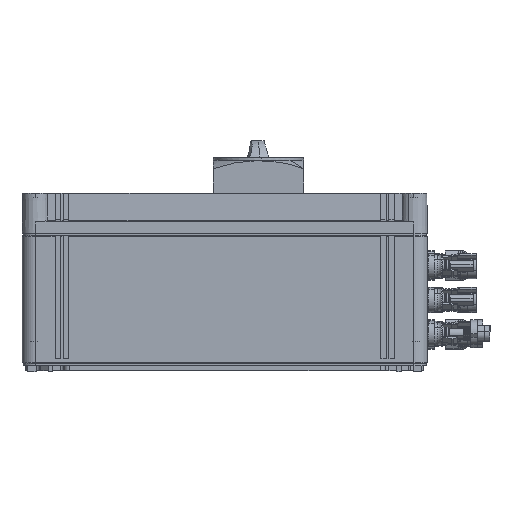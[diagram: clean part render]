
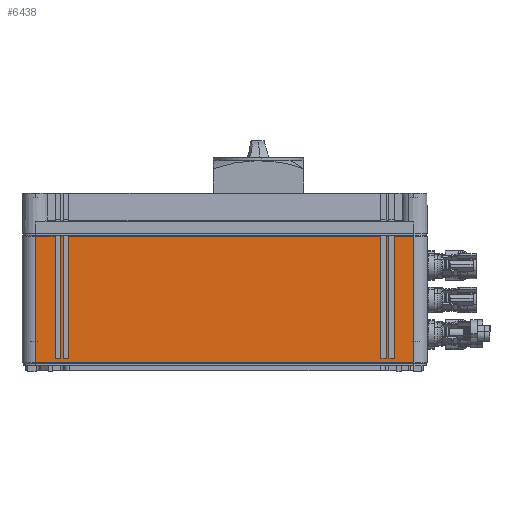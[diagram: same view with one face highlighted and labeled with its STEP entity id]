
A CAD part, left-side view. The second image highlights one B-rep face of the part: STEP entity #6438.
In plain terms, the highlighted planar face has unit normal (-1, 0, 0).
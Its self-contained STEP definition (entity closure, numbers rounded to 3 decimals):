
#6283=AXIS2_PLACEMENT_3D('Plane Axis2P3D',#6280,#6281,#6282) ;
#3405=CARTESIAN_POINT('Vertex',(0.,56.225,100.067)) ;
#3408=CARTESIAN_POINT('Line Origine',(0.,56.225,100.067)) ;
#3412=CARTESIAN_POINT('Vertex',(0.,56.225,6.433)) ;
#6280=CARTESIAN_POINT('Axis2P3D Location',(0.,56.225,100.067)) ;
#6285=CARTESIAN_POINT('Line Origine',(0.,72.725,10.)) ;
#6289=CARTESIAN_POINT('Vertex',(0.,70.725,10.)) ;
#6291=CARTESIAN_POINT('Vertex',(0.,74.725,10.)) ;
#6294=CARTESIAN_POINT('Line Origine',(0.,74.725,55.033)) ;
#6298=CARTESIAN_POINT('Vertex',(0.,74.725,100.067)) ;
#6301=CARTESIAN_POINT('Line Origine',(0.,75.725,100.067)) ;
#6305=CARTESIAN_POINT('Vertex',(0.,76.725,100.067)) ;
#6308=CARTESIAN_POINT('Line Origine',(0.,76.725,55.033)) ;
#6312=CARTESIAN_POINT('Vertex',(0.,76.725,10.)) ;
#6315=CARTESIAN_POINT('Line Origine',(0.,78.725,10.)) ;
#6319=CARTESIAN_POINT('Vertex',(0.,80.725,10.)) ;
#6322=CARTESIAN_POINT('Line Origine',(0.,80.725,55.033)) ;
#6326=CARTESIAN_POINT('Vertex',(0.,80.725,100.067)) ;
#6329=CARTESIAN_POINT('Line Origine',(0.,196.225,100.067)) ;
#6333=CARTESIAN_POINT('Vertex',(0.,311.725,100.067)) ;
#6336=CARTESIAN_POINT('Line Origine',(0.,311.725,55.033)) ;
#6340=CARTESIAN_POINT('Vertex',(0.,311.725,10.)) ;
#6343=CARTESIAN_POINT('Line Origine',(0.,313.725,10.)) ;
#6347=CARTESIAN_POINT('Vertex',(0.,315.725,10.)) ;
#6350=CARTESIAN_POINT('Line Origine',(0.,315.725,55.033)) ;
#6354=CARTESIAN_POINT('Vertex',(0.,315.725,100.067)) ;
#6357=CARTESIAN_POINT('Line Origine',(0.,316.725,100.067)) ;
#6361=CARTESIAN_POINT('Vertex',(0.,317.725,100.067)) ;
#6364=CARTESIAN_POINT('Line Origine',(0.,317.725,55.033)) ;
#6368=CARTESIAN_POINT('Vertex',(0.,317.725,10.)) ;
#6371=CARTESIAN_POINT('Line Origine',(0.,319.725,10.)) ;
#6375=CARTESIAN_POINT('Vertex',(0.,321.725,10.)) ;
#6378=CARTESIAN_POINT('Line Origine',(0.,321.725,55.033)) ;
#6382=CARTESIAN_POINT('Vertex',(0.,321.725,100.067)) ;
#6385=CARTESIAN_POINT('Line Origine',(0.,328.975,100.067)) ;
#6389=CARTESIAN_POINT('Vertex',(0.,336.225,100.067)) ;
#6392=CARTESIAN_POINT('Line Origine',(0.,336.225,53.25)) ;
#6396=CARTESIAN_POINT('Vertex',(0.,336.225,6.433)) ;
#6399=CARTESIAN_POINT('Line Origine',(0.,196.225,6.433)) ;
#6404=CARTESIAN_POINT('Line Origine',(0.,63.475,100.067)) ;
#6408=CARTESIAN_POINT('Vertex',(0.,70.725,100.067)) ;
#6411=CARTESIAN_POINT('Line Origine',(0.,70.725,55.033)) ;
#3409=DIRECTION('Vector Direction',(0.,0.,-1.)) ;
#6281=DIRECTION('Axis2P3D Direction',(-1.,0.,0.)) ;
#6282=DIRECTION('Axis2P3D XDirection',(0.,1.,0.)) ;
#6286=DIRECTION('Vector Direction',(0.,1.,0.)) ;
#6295=DIRECTION('Vector Direction',(0.,0.,1.)) ;
#6302=DIRECTION('Vector Direction',(0.,1.,0.)) ;
#6309=DIRECTION('Vector Direction',(0.,0.,-1.)) ;
#6316=DIRECTION('Vector Direction',(0.,1.,0.)) ;
#6323=DIRECTION('Vector Direction',(0.,0.,1.)) ;
#6330=DIRECTION('Vector Direction',(0.,1.,0.)) ;
#6337=DIRECTION('Vector Direction',(0.,0.,-1.)) ;
#6344=DIRECTION('Vector Direction',(0.,1.,0.)) ;
#6351=DIRECTION('Vector Direction',(0.,0.,1.)) ;
#6358=DIRECTION('Vector Direction',(0.,1.,0.)) ;
#6365=DIRECTION('Vector Direction',(0.,0.,-1.)) ;
#6372=DIRECTION('Vector Direction',(0.,1.,0.)) ;
#6379=DIRECTION('Vector Direction',(0.,0.,1.)) ;
#6386=DIRECTION('Vector Direction',(0.,1.,0.)) ;
#6393=DIRECTION('Vector Direction',(0.,0.,-1.)) ;
#6400=DIRECTION('Vector Direction',(0.,1.,0.)) ;
#6405=DIRECTION('Vector Direction',(0.,1.,0.)) ;
#6412=DIRECTION('Vector Direction',(0.,0.,-1.)) ;
#3410=VECTOR('Line Direction',#3409,1.) ;
#6287=VECTOR('Line Direction',#6286,1.) ;
#6296=VECTOR('Line Direction',#6295,1.) ;
#6303=VECTOR('Line Direction',#6302,1.) ;
#6310=VECTOR('Line Direction',#6309,1.) ;
#6317=VECTOR('Line Direction',#6316,1.) ;
#6324=VECTOR('Line Direction',#6323,1.) ;
#6331=VECTOR('Line Direction',#6330,1.) ;
#6338=VECTOR('Line Direction',#6337,1.) ;
#6345=VECTOR('Line Direction',#6344,1.) ;
#6352=VECTOR('Line Direction',#6351,1.) ;
#6359=VECTOR('Line Direction',#6358,1.) ;
#6366=VECTOR('Line Direction',#6365,1.) ;
#6373=VECTOR('Line Direction',#6372,1.) ;
#6380=VECTOR('Line Direction',#6379,1.) ;
#6387=VECTOR('Line Direction',#6386,1.) ;
#6394=VECTOR('Line Direction',#6393,1.) ;
#6401=VECTOR('Line Direction',#6400,1.) ;
#6406=VECTOR('Line Direction',#6405,1.) ;
#6413=VECTOR('Line Direction',#6412,1.) ;
#6417=ORIENTED_EDGE('',*,*,#6293,.T.) ;
#6418=ORIENTED_EDGE('',*,*,#6300,.T.) ;
#6419=ORIENTED_EDGE('',*,*,#6307,.T.) ;
#6420=ORIENTED_EDGE('',*,*,#6314,.T.) ;
#6421=ORIENTED_EDGE('',*,*,#6321,.T.) ;
#6422=ORIENTED_EDGE('',*,*,#6328,.T.) ;
#6423=ORIENTED_EDGE('',*,*,#6335,.T.) ;
#6424=ORIENTED_EDGE('',*,*,#6342,.T.) ;
#6425=ORIENTED_EDGE('',*,*,#6349,.T.) ;
#6426=ORIENTED_EDGE('',*,*,#6356,.T.) ;
#6427=ORIENTED_EDGE('',*,*,#6363,.T.) ;
#6428=ORIENTED_EDGE('',*,*,#6370,.T.) ;
#6429=ORIENTED_EDGE('',*,*,#6377,.T.) ;
#6430=ORIENTED_EDGE('',*,*,#6384,.T.) ;
#6431=ORIENTED_EDGE('',*,*,#6391,.T.) ;
#6432=ORIENTED_EDGE('',*,*,#6398,.T.) ;
#6433=ORIENTED_EDGE('',*,*,#6403,.F.) ;
#6434=ORIENTED_EDGE('',*,*,#3414,.F.) ;
#6435=ORIENTED_EDGE('',*,*,#6410,.T.) ;
#6436=ORIENTED_EDGE('',*,*,#6415,.T.) ;
#6438=ADVANCED_FACE('K\X2\00F6\X0\rper.1',(#6437),#6284,.T.) ;
#3414=EDGE_CURVE('',#3406,#3413,#3411,.T.) ;
#6293=EDGE_CURVE('',#6290,#6292,#6288,.T.) ;
#6300=EDGE_CURVE('',#6292,#6299,#6297,.T.) ;
#6307=EDGE_CURVE('',#6299,#6306,#6304,.T.) ;
#6314=EDGE_CURVE('',#6306,#6313,#6311,.T.) ;
#6321=EDGE_CURVE('',#6313,#6320,#6318,.T.) ;
#6328=EDGE_CURVE('',#6320,#6327,#6325,.T.) ;
#6335=EDGE_CURVE('',#6327,#6334,#6332,.T.) ;
#6342=EDGE_CURVE('',#6334,#6341,#6339,.T.) ;
#6349=EDGE_CURVE('',#6341,#6348,#6346,.T.) ;
#6356=EDGE_CURVE('',#6348,#6355,#6353,.T.) ;
#6363=EDGE_CURVE('',#6355,#6362,#6360,.T.) ;
#6370=EDGE_CURVE('',#6362,#6369,#6367,.T.) ;
#6377=EDGE_CURVE('',#6369,#6376,#6374,.T.) ;
#6384=EDGE_CURVE('',#6376,#6383,#6381,.T.) ;
#6391=EDGE_CURVE('',#6383,#6390,#6388,.T.) ;
#6398=EDGE_CURVE('',#6390,#6397,#6395,.T.) ;
#6403=EDGE_CURVE('',#3413,#6397,#6402,.T.) ;
#6410=EDGE_CURVE('',#3406,#6409,#6407,.T.) ;
#6415=EDGE_CURVE('',#6409,#6290,#6414,.T.) ;
#6416=EDGE_LOOP('',(#6417,#6418,#6419,#6420,#6421,#6422,#6423,#6424,#6425,#6426,#6427,#6428,#6429,#6430,#6431,#6432,#6433,#6434,#6435,#6436)) ;
#6437=FACE_OUTER_BOUND('',#6416,.T.) ;
#3411=LINE('Line',#3408,#3410) ;
#6288=LINE('Line',#6285,#6287) ;
#6297=LINE('Line',#6294,#6296) ;
#6304=LINE('Line',#6301,#6303) ;
#6311=LINE('Line',#6308,#6310) ;
#6318=LINE('Line',#6315,#6317) ;
#6325=LINE('Line',#6322,#6324) ;
#6332=LINE('Line',#6329,#6331) ;
#6339=LINE('Line',#6336,#6338) ;
#6346=LINE('Line',#6343,#6345) ;
#6353=LINE('Line',#6350,#6352) ;
#6360=LINE('Line',#6357,#6359) ;
#6367=LINE('Line',#6364,#6366) ;
#6374=LINE('Line',#6371,#6373) ;
#6381=LINE('Line',#6378,#6380) ;
#6388=LINE('Line',#6385,#6387) ;
#6395=LINE('Line',#6392,#6394) ;
#6402=LINE('Line',#6399,#6401) ;
#6407=LINE('Line',#6404,#6406) ;
#6414=LINE('Line',#6411,#6413) ;
#6284=PLANE('',#6283) ;
#3406=VERTEX_POINT('',#3405) ;
#3413=VERTEX_POINT('',#3412) ;
#6290=VERTEX_POINT('',#6289) ;
#6292=VERTEX_POINT('',#6291) ;
#6299=VERTEX_POINT('',#6298) ;
#6306=VERTEX_POINT('',#6305) ;
#6313=VERTEX_POINT('',#6312) ;
#6320=VERTEX_POINT('',#6319) ;
#6327=VERTEX_POINT('',#6326) ;
#6334=VERTEX_POINT('',#6333) ;
#6341=VERTEX_POINT('',#6340) ;
#6348=VERTEX_POINT('',#6347) ;
#6355=VERTEX_POINT('',#6354) ;
#6362=VERTEX_POINT('',#6361) ;
#6369=VERTEX_POINT('',#6368) ;
#6376=VERTEX_POINT('',#6375) ;
#6383=VERTEX_POINT('',#6382) ;
#6390=VERTEX_POINT('',#6389) ;
#6397=VERTEX_POINT('',#6396) ;
#6409=VERTEX_POINT('',#6408) ;
